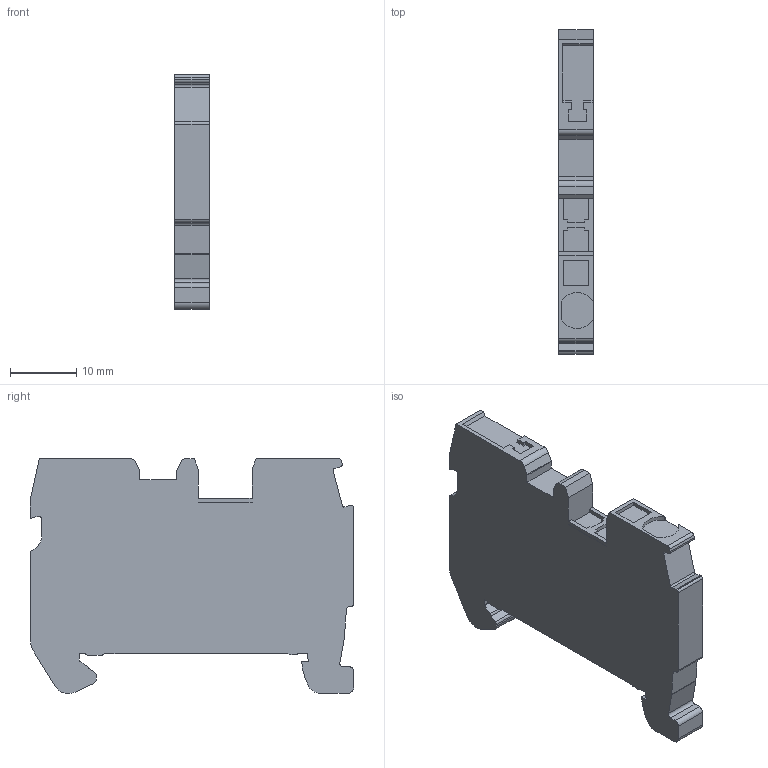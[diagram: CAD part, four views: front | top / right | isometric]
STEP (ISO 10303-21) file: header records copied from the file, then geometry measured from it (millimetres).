
FILE_DESCRIPTION( ( 'Unknown' ), '1' );
FILE_NAME( 'DPT2.5-1P-PE 簡易3D 20230213.stp', 'Unknown', ( 'Unknown' ), ( 'Unknown' ), 'XStep 1.0', 'Unknown', ' ' );
FILE_SCHEMA( ( 'automotive_design' ) );
Length unit declared in the file: millimetre
Products named in the file (1): 2
Bounding box: 5.15 x 48.8 x 35.4 mm (x, y, z)
Volume: 7149.8 mm3; surface area: 3877.2 mm2
Topology: 1 solids, 1 shells, 129 faces, 375 edges, 250 vertices
Faces by surface type: plane 92, cylinder 37
Entity records: 5290 total; most frequent: CARTESIAN_POINT 756, ORIENTED_EDGE 750, DIRECTION 708, EDGE_CURVE 375, LINE 300, VECTOR 300, VERTEX_POINT 250, AXIS2_PLACEMENT_3D 204
